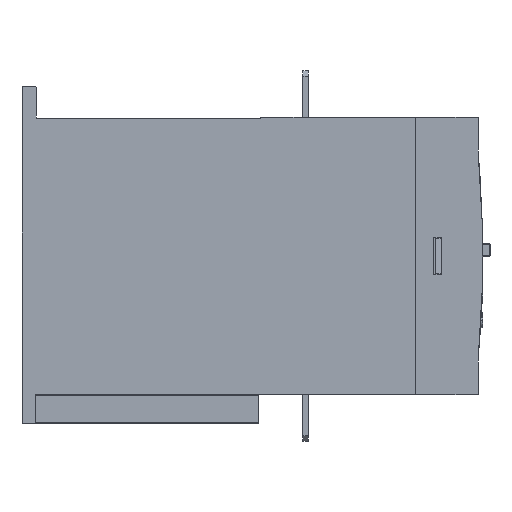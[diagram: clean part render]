
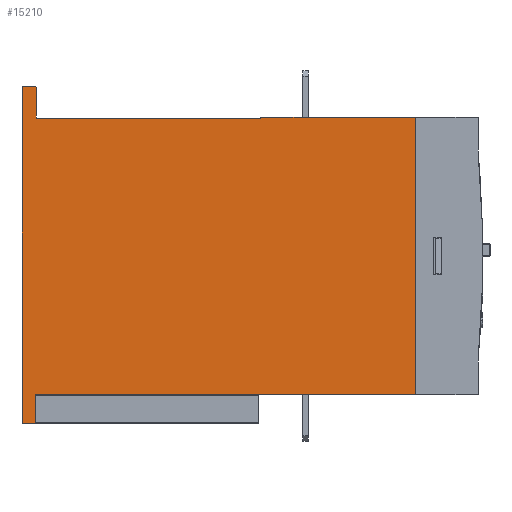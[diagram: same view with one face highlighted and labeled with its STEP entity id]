
A CAD part, left-side view. The second image highlights one B-rep face of the part: STEP entity #15210.
In plain terms, the highlighted planar face has unit normal (-1, 0, 0).
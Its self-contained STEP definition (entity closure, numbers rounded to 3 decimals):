
#6550=VERTEX_POINT('',#18394);
#6832=VERTEX_POINT('',#18691);
#8746=EDGE_CURVE('',#12046,#10002,#20811,.T.);
#8774=VERTEX_POINT('',#20841);
#8942=VERTEX_POINT('',#21024);
#9716=EDGE_CURVE('',#10002,#11370,#21891,.T.);
#9810=VERTEX_POINT('',#21996);
#10002=VERTEX_POINT('',#22203);
#10454=EDGE_CURVE('',#13444,#6550,#22696,.T.);
#11094=EDGE_CURVE('',#9810,#16738,#23389,.T.);
#11370=VERTEX_POINT('',#23710);
#12046=VERTEX_POINT('',#24447);
#12794=EDGE_CURVE('',#8942,#9810,#25274,.T.);
#13090=EDGE_CURVE('',#15622,#8942,#25601,.T.);
#13444=VERTEX_POINT('',#25996);
#13586=EDGE_CURVE('',#15622,#8774,#26155,.T.);
#15210=ADVANCED_FACE('',(#27943),#27944,.T.);
#15510=EDGE_CURVE('',#8774,#6832,#28266,.T.);
#15520=EDGE_CURVE('',#11370,#16738,#28277,.T.);
#15622=VERTEX_POINT('',#28389);
#15938=EDGE_CURVE('',#6550,#12046,#28743,.T.);
#16346=EDGE_CURVE('',#6832,#13444,#29186,.T.);
#16738=VERTEX_POINT('',#29615);
#18394=CARTESIAN_POINT('',(-60.0,-7.5,-16.8));
#18691=CARTESIAN_POINT('',(-60.0,-7.1,0.0));
#20811=LINE('',#35132,#35133);
#20841=CARTESIAN_POINT('',(-60.0,0.0,0.0));
#21024=CARTESIAN_POINT('',(-60.0,-7.0,-180.));
#21891=LINE('',#36687,#36688);
#21996=CARTESIAN_POINT('',(-60.0,-7.0,-164.5));
#22203=CARTESIAN_POINT('',(-60.0,-127.6,-16.5));
#22696=LINE('',#37914,#37915);
#23389=LINE('',#38935,#38936);
#23710=CARTESIAN_POINT('',(-60.0,-210.2,-16.5));
#24447=CARTESIAN_POINT('',(-60.0,-127.6,-16.8));
#25274=LINE('',#41685,#41686);
#25601=LINE('',#42128,#42129);
#25996=CARTESIAN_POINT('',(-60.0,-7.5,-0.4));
#26155=LINE('',#42931,#42932);
#27943=FACE_OUTER_BOUND('',#45555,.T.);
#27944=PLANE('',#45556);
#28266=LINE('',#46081,#46082);
#28277=LINE('',#46100,#46101);
#28389=CARTESIAN_POINT('',(-60.0,0.0,-180.));
#28743=LINE('',#46763,#46764);
#29186=CIRCLE('',#47388,0.4);
#29615=CARTESIAN_POINT('',(-60.0,-210.2,-164.5));
#35132=CARTESIAN_POINT('',(-60.0,-127.6,-16.5));
#35133=VECTOR('',#53050,1.0);
#36687=CARTESIAN_POINT('',(-60.0,-210.2,-16.5));
#36688=VECTOR('',#54268,1.0);
#37914=CARTESIAN_POINT('',(-60.0,-7.5,-16.8));
#37915=VECTOR('',#55127,1.0);
#38935=CARTESIAN_POINT('',(-60.0,-49.571,-164.5));
#38936=VECTOR('',#55806,1.0);
#41685=CARTESIAN_POINT('',(-60.0,-7.0,-180.));
#41686=VECTOR('',#57831,1.0);
#42128=CARTESIAN_POINT('',(-60.0,0.0,-180.));
#42129=VECTOR('',#58174,1.0);
#42931=CARTESIAN_POINT('',(-60.0,0.0,0.0));
#42932=VECTOR('',#58879,1.0);
#45555=EDGE_LOOP('',(#60826,#60827,#60828,#60829,#60830,#60831,#60832,#60833,#60834,#60835,#60836));
#45556=AXIS2_PLACEMENT_3D('',#60837,#60838,#60839);
#46081=CARTESIAN_POINT('',(-60.0,-7.1,0.0));
#46082=VECTOR('',#61132,1.0);
#46100=CARTESIAN_POINT('',(-60.0,-210.2,-164.5));
#46101=VECTOR('',#61144,1.0);
#46763=CARTESIAN_POINT('',(-60.0,-127.6,-16.8));
#46764=VECTOR('',#61677,1.0);
#47388=AXIS2_PLACEMENT_3D('',#62159,#62160,#62161);
#53050=DIRECTION('',(0.0,0.0,1.0));
#54268=DIRECTION('',(0.0,-1.0,0.0));
#55127=DIRECTION('',(0.0,0.0,-1.0));
#55806=DIRECTION('',(0.0,-1.0,0.0));
#57831=DIRECTION('',(0.0,0.0,1.0));
#58174=DIRECTION('',(0.0,-1.0,0.0));
#58879=DIRECTION('',(0.0,0.0,1.0));
#60826=ORIENTED_EDGE('',*,*,#11094,.T.);
#60827=ORIENTED_EDGE('',*,*,#15520,.F.);
#60828=ORIENTED_EDGE('',*,*,#9716,.F.);
#60829=ORIENTED_EDGE('',*,*,#8746,.F.);
#60830=ORIENTED_EDGE('',*,*,#15938,.F.);
#60831=ORIENTED_EDGE('',*,*,#10454,.F.);
#60832=ORIENTED_EDGE('',*,*,#16346,.F.);
#60833=ORIENTED_EDGE('',*,*,#15510,.F.);
#60834=ORIENTED_EDGE('',*,*,#13586,.F.);
#60835=ORIENTED_EDGE('',*,*,#13090,.T.);
#60836=ORIENTED_EDGE('',*,*,#12794,.T.);
#60837=CARTESIAN_POINT('',(-60.0,-99.142,-92.612));
#60838=DIRECTION('',(-1.0,0.0,0.0));
#60839=DIRECTION('',(0.0,-1.0,0.0));
#61132=DIRECTION('',(0.0,-1.0,0.0));
#61144=DIRECTION('',(0.0,0.0,-1.0));
#61677=DIRECTION('',(0.0,-1.0,0.0));
#62159=CARTESIAN_POINT('',(-60.0,-7.1,-0.4));
#62160=DIRECTION('',(1.0,0.0,0.0));
#62161=DIRECTION('',(0.0,-1.0,0.0));
